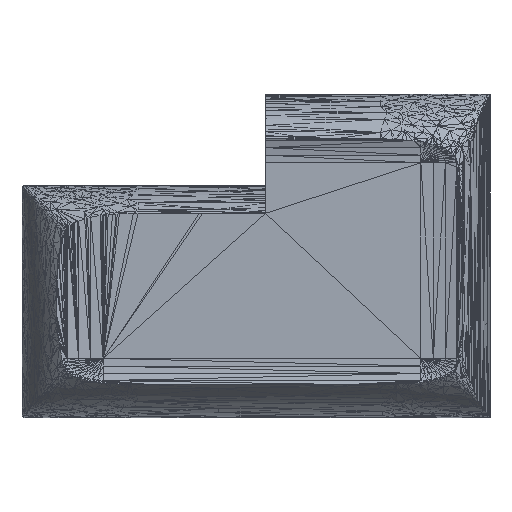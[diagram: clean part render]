
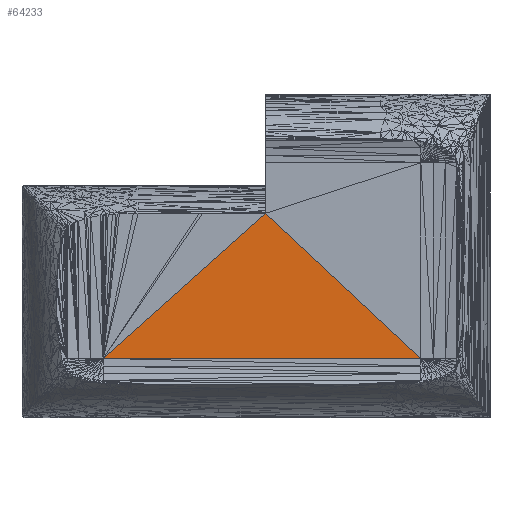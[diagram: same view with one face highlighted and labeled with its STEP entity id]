
A CAD part, top view. The second image highlights one B-rep face of the part: STEP entity #64233.
In plain terms, the highlighted planar face has unit normal (0, 0, 1).
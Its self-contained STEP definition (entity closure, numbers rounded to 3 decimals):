
#1781 = VERTEX_POINT('',#1782);
#1782 = CARTESIAN_POINT('',(11.659,-13.034,
    7.039));
#9534 = VERTEX_POINT('',#9535);
#9535 = CARTESIAN_POINT('',(-13.254,-13.034,
    7.039));
#25696 = VERTEX_POINT('',#25697);
#25697 = CARTESIAN_POINT('',(-0.516,-1.659,
    7.039));
#52436 = EDGE_CURVE('',#9534,#25696,#52437,.T.);
#52437 = LINE('',#52438,#52439);
#52438 = CARTESIAN_POINT('',(-13.254,-13.034,
    7.039));
#52439 = VECTOR('',#52440,1.);
#52440 = DIRECTION('',(0.746,0.666,0.));
#55327 = EDGE_CURVE('',#25696,#1781,#55328,.T.);
#55328 = LINE('',#55329,#55330);
#55329 = CARTESIAN_POINT('',(-0.516,-1.659,
    7.039));
#55330 = VECTOR('',#55331,1.);
#55331 = DIRECTION('',(0.731,-0.683,0.));
#64233 = ADVANCED_FACE('',(#64234),#64244,.T.);
#64234 = FACE_BOUND('',#64235,.T.);
#64235 = EDGE_LOOP('',(#64236,#64237,#64238));
#64236 = ORIENTED_EDGE('',*,*,#55327,.F.);
#64237 = ORIENTED_EDGE('',*,*,#52436,.F.);
#64238 = ORIENTED_EDGE('',*,*,#64239,.T.);
#64239 = EDGE_CURVE('',#9534,#1781,#64240,.T.);
#64240 = LINE('',#64241,#64242);
#64241 = CARTESIAN_POINT('',(-13.254,-13.034,
    7.039));
#64242 = VECTOR('',#64243,1.);
#64243 = DIRECTION('',(1.,0.,0.));
#64244 = PLANE('',#64245);
#64245 = AXIS2_PLACEMENT_3D('',#64246,#64247,#64248);
#64246 = CARTESIAN_POINT('',(-0.761,-9.762,
    7.039));
#64247 = DIRECTION('',(0.,0.,1.));
#64248 = DIRECTION('',(1.,0.,-0.));
